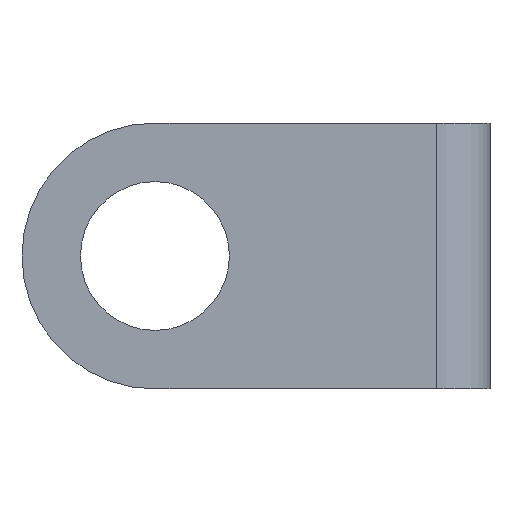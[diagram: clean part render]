
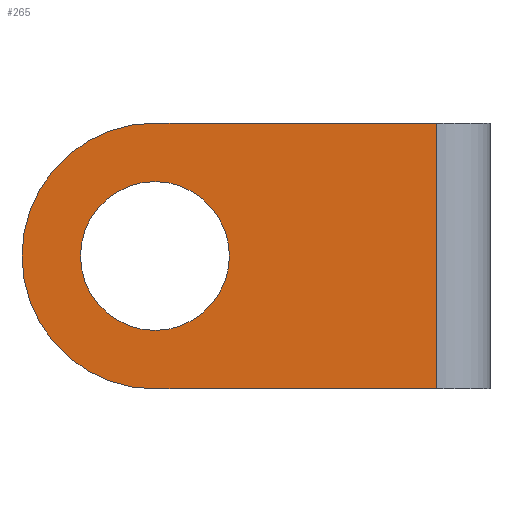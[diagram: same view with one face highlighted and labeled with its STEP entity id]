
A CAD part, left-side view. The second image highlights one B-rep face of the part: STEP entity #265.
In plain terms, the highlighted planar face has unit normal (-1, 0, 0).
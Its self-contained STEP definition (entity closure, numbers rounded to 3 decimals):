
#2 = EDGE_CURVE ( 'NONE', #119, #653, #160, .T. ) ;
#3 = CARTESIAN_POINT ( 'NONE',  ( -6.1, 9.45, -3.75 ) ) ;
#10 = CARTESIAN_POINT ( 'NONE',  ( -6.1, 9.45, -2.1 ) ) ;
#30 = EDGE_LOOP ( 'NONE', ( #512, #352, #279, #310 ) ) ;
#61 = CARTESIAN_POINT ( 'NONE',  ( -6.1, 1.5, 3.75 ) ) ;
#67 = EDGE_LOOP ( 'NONE', ( #376, #333 ) ) ;
#75 = PLANE ( 'NONE',  #400 ) ;
#79 = EDGE_CURVE ( 'NONE', #130, #220, #683, .T. ) ;
#92 = VERTEX_POINT ( 'NONE', #3 ) ;
#108 = DIRECTION ( 'NONE',  ( 0., 0., -1. ) ) ;
#119 = VERTEX_POINT ( 'NONE', #607 ) ;
#130 = VERTEX_POINT ( 'NONE', #395 ) ;
#152 = LINE ( 'NONE', #358, #420 ) ;
#155 = CARTESIAN_POINT ( 'NONE',  ( -6.1, 9.45, 3.75 ) ) ;
#160 = LINE ( 'NONE', #61, #443 ) ;
#167 = LINE ( 'NONE', #545, #314 ) ;
#188 = DIRECTION ( 'NONE',  ( 1., 0., 0. ) ) ;
#202 = FACE_OUTER_BOUND ( 'NONE', #30, .T. ) ;
#220 = VERTEX_POINT ( 'NONE', #10 ) ;
#233 = CARTESIAN_POINT ( 'NONE',  ( -6.1, 9.45, 0. ) ) ;
#257 = EDGE_CURVE ( 'NONE', #92, #344, #579, .T. ) ;
#265 = ADVANCED_FACE ( 'NONE', ( #202, #595 ), #75, .T. ) ;
#279 = ORIENTED_EDGE ( 'NONE', *, *, #640, .F. ) ;
#286 = DIRECTION ( 'NONE',  ( 1., 0., 0. ) ) ;
#290 = CIRCLE ( 'NONE', #360, 2.1 ) ;
#293 = DIRECTION ( 'NONE',  ( -1., 0., 0. ) ) ;
#300 = CARTESIAN_POINT ( 'NONE',  ( -6.1, 1.5, -3.75 ) ) ;
#310 = ORIENTED_EDGE ( 'NONE', *, *, #257, .F. ) ;
#314 = VECTOR ( 'NONE', #438, 1000. ) ;
#333 = ORIENTED_EDGE ( 'NONE', *, *, #440, .T. ) ;
#344 = VERTEX_POINT ( 'NONE', #155 ) ;
#352 = ORIENTED_EDGE ( 'NONE', *, *, #2, .F. ) ;
#358 = CARTESIAN_POINT ( 'NONE',  ( -6.1, 9.45, 3.75 ) ) ;
#360 = AXIS2_PLACEMENT_3D ( 'NONE', #553, #286, #617 ) ;
#376 = ORIENTED_EDGE ( 'NONE', *, *, #79, .T. ) ;
#395 = CARTESIAN_POINT ( 'NONE',  ( -6.1, 9.45, 2.1 ) ) ;
#400 = AXIS2_PLACEMENT_3D ( 'NONE', #474, #293, #516 ) ;
#406 = CARTESIAN_POINT ( 'NONE',  ( -6.1, 9.45, 0. ) ) ;
#420 = VECTOR ( 'NONE', #567, 1000. ) ;
#438 = DIRECTION ( 'NONE',  ( 0., -1., 0. ) ) ;
#440 = EDGE_CURVE ( 'NONE', #220, #130, #290, .T. ) ;
#443 = VECTOR ( 'NONE', #108, 1000. ) ;
#474 = CARTESIAN_POINT ( 'NONE',  ( -6.1, 13.2, -3.75 ) ) ;
#502 = AXIS2_PLACEMENT_3D ( 'NONE', #406, #188, #623 ) ;
#507 = DIRECTION ( 'NONE',  ( 1., 0., 0. ) ) ;
#512 = ORIENTED_EDGE ( 'NONE', *, *, #589, .T. ) ;
#516 = DIRECTION ( 'NONE',  ( 0., 0., 1. ) ) ;
#545 = CARTESIAN_POINT ( 'NONE',  ( -6.1, 9.45, -3.75 ) ) ;
#553 = CARTESIAN_POINT ( 'NONE',  ( -6.1, 9.45, 0. ) ) ;
#567 = DIRECTION ( 'NONE',  ( 0., -1., 0. ) ) ;
#572 = AXIS2_PLACEMENT_3D ( 'NONE', #233, #507, #663 ) ;
#579 = CIRCLE ( 'NONE', #502, 3.75 ) ;
#589 = EDGE_CURVE ( 'NONE', #92, #653, #167, .T. ) ;
#595 = FACE_BOUND ( 'NONE', #67, .T. ) ;
#607 = CARTESIAN_POINT ( 'NONE',  ( -6.1, 1.5, 3.75 ) ) ;
#617 = DIRECTION ( 'NONE',  ( 0., 0., -1. ) ) ;
#623 = DIRECTION ( 'NONE',  ( 0., 0., -1. ) ) ;
#640 = EDGE_CURVE ( 'NONE', #344, #119, #152, .T. ) ;
#653 = VERTEX_POINT ( 'NONE', #300 ) ;
#663 = DIRECTION ( 'NONE',  ( 0., 0., 1. ) ) ;
#683 = CIRCLE ( 'NONE', #572, 2.1 ) ;
